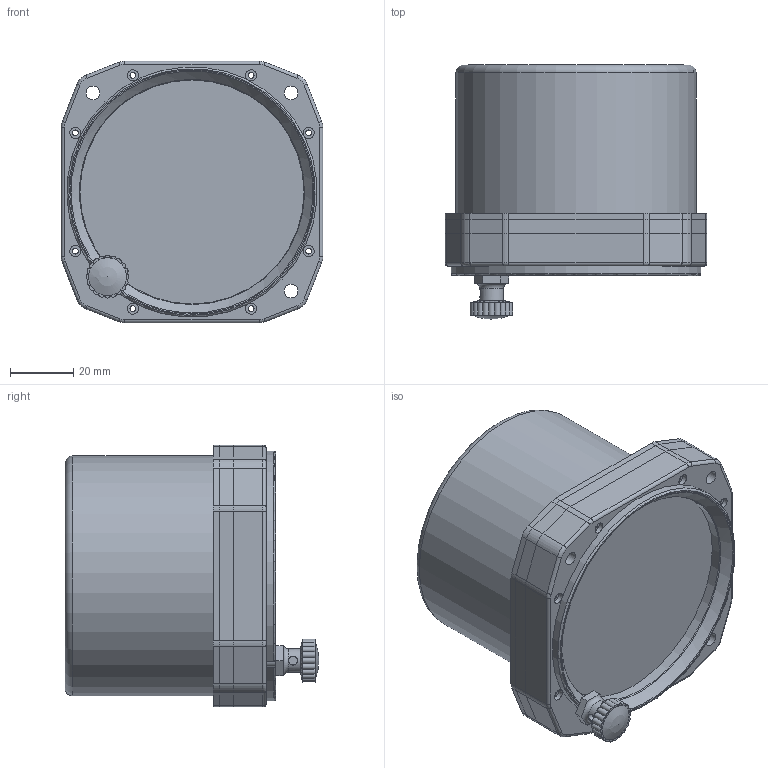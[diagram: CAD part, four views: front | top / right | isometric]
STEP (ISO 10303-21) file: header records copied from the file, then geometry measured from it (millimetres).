
FILE_DESCRIPTION(/* description */ (''),/* implementation_level */ '2;1');
FILE_NAME(/* name */ 'Airspeed Indicator v90.step',/* time_stamp */ '2022-04-10T18:35:41-06:00',/* author */ (''),/* organization */ (''),/* preprocessor_version */ 'ST-DEVELOPER v18.1',/* originating_system */ 'Autodesk Translation Framework v10.14.0.1471',/* authorisation */ '');
FILE_SCHEMA (('AUTOMOTIVE_DESIGN { 1 0 10303 214 3 1 1 }'));
Products named in the file (14): Airspeed Indicator; Bezel; Glass; Seal (79 or 80mm can be used as replacement); Back Plate Stepper Hold; M2 90592A075_STEEL HEX NUT; Needle; Hardware, Electronics; X27.168 Stepper; TAS Card; Spur Gear (30 teeth); KIAS Knob Gear; Knob; Fun covering
Assembly tree (13 placements, depth 3):
  Airspeed Indicator
    Bezel
      Glass
      Seal (79 or 80mm can be used as replacement)
    Back Plate Stepper Hold
    M2 90592A075_STEEL HEX NUT
    Needle
    Hardware, Electronics
      X27.168 Stepper
    TAS Card
      Spur Gear (30 teeth)
    KIAS Knob Gear
    Knob
    Fun covering
Bounding box: 82.93 x 80.5 x 82.93 mm (x, y, z)
Volume: 105161.7 mm3; surface area: 100096.2 mm2
Topology: 17 solids, 17 shells, 1058 faces, 2881 edges, 1904 vertices
Faces by surface type: plane 492, cylinder 397, bspline 145, torus 18, cone 5, sphere 1
Full cylindrical faces by diameter (mm): 0.5 x8, 1 x9, 1.5 x4, 1.6 x1, 1.8 x28, 1.842 x1, 1.865 x1, 2.2 x1, 2.209 x1, 2.5 x3, 2.8 x2, 3 x5, 3.5 x10, 3.563 x2, 4 x3, 4.3 x1, 4.318 x9, 4.4 x1, 4.5 x3, 7.5 x1, 36.4 x1, 37.4 x2, 69 x1, 70 x1, 71.051 x1
Entity records: 51551 total; most frequent: CARTESIAN_POINT 24771, ORIENTED_EDGE 5760, DIRECTION 5168, EDGE_CURVE 2880, VERTEX_POINT 1904, AXIS2_PLACEMENT_3D 1775, LINE 1618, VECTOR 1618
